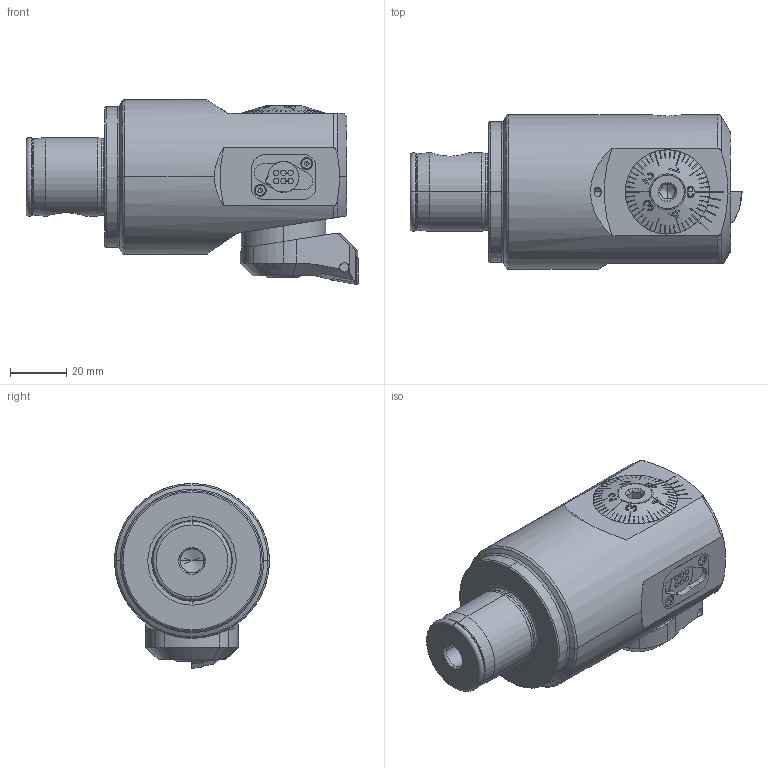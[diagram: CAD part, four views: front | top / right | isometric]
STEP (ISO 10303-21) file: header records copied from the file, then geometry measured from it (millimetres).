
FILE_DESCRIPTION (( 'STEP AP214' ), '1' );
FILE_NAME ('C05.050.067.090.STEP', '2017-04-18T08:23:58', ( 'SWIAdmin' ), ( 'Hewlett-Packard Company' ), 'SwSTEP 2.0', 'SolidWorks 2015', '' );
FILE_SCHEMA (( 'AUTOMOTIVE_DESIGN' ));
Length unit declared in the file: millimetre
Products named in the file (28): F55-BG2.015.015_B; F55-BG2.014.015_B; A55-BG2.011.016_D; A55-BG2.012.006_B; A55-BG2.013.005_C; F55-BG1.DA3.030; F55-BG1.012.012_A; Fxx-BG7.DA2.0xx_F55; F55-BG1.DA1.030_B; DIN 3771 - 13x1; F55-WCB.001.013; ISO 4762 - M2 x 6; WCB-ER2.001.009_A; Fxx-BG7.DA1.0xx_A_F55; CCMT09T304; PEF-DA1.010.032_A; F55-WCB.001.013_D_fertigbearbeitet; PEF-DA1.011.017_A; F55-ER1.101.016_B; Fxx-BG7.DA1.0xx_A_F42; WH5-F55.DA1.090_B; ISO 4026 - M10 x 8; Klebstoff D10; C05.050.067.090; A55-BG3.011.033_A_gek〉zt; F55-BG1.DA2.030_mitte; Fxx-MAB.xxx.xxx_A_F55; DIN 3771 - 25x1.5
Assembly tree (32 placements, depth 4):
  C05.050.067.090
    WH5-F55.DA1.090_B
    F55-ER1.101.016_B
    F55-WCB.001.013
      F55-WCB.001.013_D_fertigbearbeitet
      CCMT09T304
      WCB-ER2.001.009_A
    F55-BG1.DA2.030_mitte
      F55-BG1.DA3.030
        F55-BG1.DA1.030_B
        F55-BG1.012.012_A
      A55-BG2.013.005_C
      A55-BG2.012.006_B
      F55-BG2.015.015_B
        A55-BG2.011.016_D
        F55-BG2.014.015_B
      DIN 3771 - 25x1.5
      Fxx-MAB.xxx.xxx_A_F55
    A55-BG3.011.033_A_gek〉zt
    Klebstoff D10
    WCB-ER2.001.009_A
    ISO 4026 - M10 x 8
    Fxx-BG7.DA2.0xx_F55
      Fxx-BG7.DA1.0xx_A_F42
      PEF-DA1.011.017_A  x2
      PEF-DA1.010.032_A  x3
      Fxx-BG7.DA1.0xx_A_F55
      ISO 4762 - M2 x 6  x2
      DIN 3771 - 13x1
Bounding box: 118 x 55 x 65.73 mm (x, y, z)
Volume: 201361.6 mm3; surface area: 53491.4 mm2
Topology: 29 solids, 29 shells, 1213 faces, 3073 edges, 1938 vertices
Faces by surface type: plane 507, cylinder 320, cone 237, torus 98, bspline 47, sphere 4
Entity records: 40771 total; most frequent: CARTESIAN_POINT 10780, ORIENTED_EDGE 5348, DIRECTION 5012, EDGE_CURVE 2674, AXIS2_PLACEMENT_3D 1958, VERTEX_POINT 1699, EDGE_LOOP 1139, VECTOR 1096
